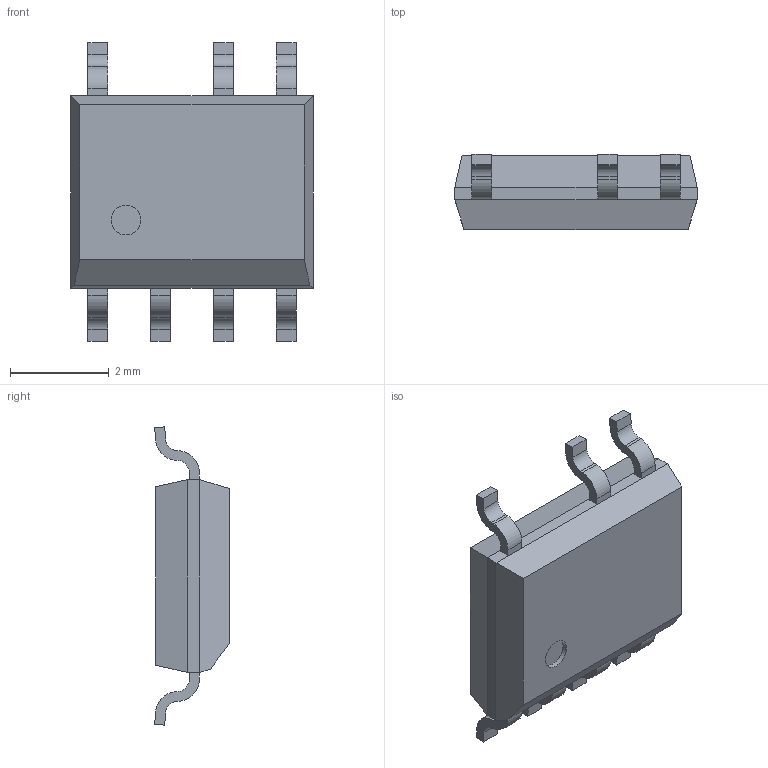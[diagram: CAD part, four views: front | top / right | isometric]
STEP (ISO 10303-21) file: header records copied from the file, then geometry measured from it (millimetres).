
FILE_DESCRIPTION(/* description */ ('Unknown'),/* implementation_level */ '2;1');
FILE_NAME(/* name */ '装配38',/* time_stamp */ '2023-05-18T18:37:32+08:00',/* author */ ('Unknown'),/* organization */ ('Unknown'),/* preprocessor_version */ 'ST-DEVELOPER v18.102',/* originating_system */ 'Solid Edge',/* authorisation */ 'Unknown');
FILE_SCHEMA (('AUTOMOTIVE_DESIGN {1 0 10303 214 3 1 1}'));
Length unit declared in the file: millimetre
Products named in the file (3): 蚾饜3; ldf-10; MOLD
Assembly tree (2 placements, depth 2):
  蚾饜3
    ldf-10
    MOLD
Bounding box: 4.9 x 1.51 x 6.03 mm (x, y, z)
Volume: 29.8 mm3; surface area: 103.7 mm2
Topology: 7 solids, 7 shells, 161 faces, 430 edges, 284 vertices
Faces by surface type: plane 132, cylinder 29
Full cylindrical faces by diameter (mm): 0.6 x1
Entity records: 5054 total; most frequent: CARTESIAN_POINT 877, ORIENTED_EDGE 858, DIRECTION 815, EDGE_CURVE 429, LINE 371, VECTOR 371, VERTEX_POINT 284, AXIS2_PLACEMENT_3D 222
